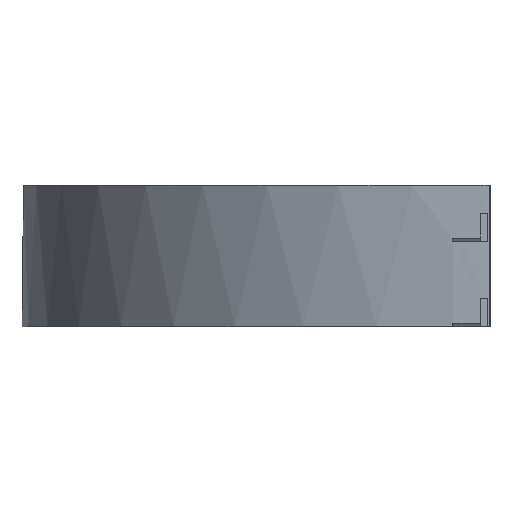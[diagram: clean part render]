
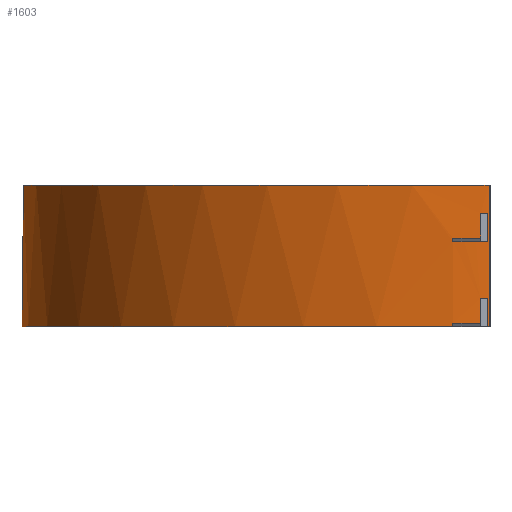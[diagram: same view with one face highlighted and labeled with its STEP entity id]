
A CAD part, left-side view. The second image highlights one B-rep face of the part: STEP entity #1603.
In plain terms, the highlighted cylindrical face has radius 165.113 mm (diameter 330.226 mm), a partial arc.
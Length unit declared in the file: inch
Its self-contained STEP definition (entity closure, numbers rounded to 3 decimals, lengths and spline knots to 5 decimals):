
#27=FACE_BOUND('',#251,.T.);
#28=FACE_BOUND('',#252,.T.);
#47=CYLINDRICAL_SURFACE('',#1735,6.5005);
#60=CIRCLE('',#1681,6.5005);
#70=CIRCLE('',#1699,6.5005);
#71=CIRCLE('',#1705,6.5005);
#73=CIRCLE('',#1713,6.5005);
#75=CIRCLE('',#1721,6.5005);
#81=CIRCLE('',#1736,6.5005);
#82=CIRCLE('',#1737,6.5005);
#83=CIRCLE('',#1738,6.5005);
#84=CIRCLE('',#1739,6.5005);
#85=CIRCLE('',#1740,6.5005);
#86=CIRCLE('',#1741,6.5005);
#87=CIRCLE('',#1742,6.5005);
#88=CIRCLE('',#1743,6.5005);
#152=FACE_OUTER_BOUND('',#250,.T.);
#250=EDGE_LOOP('',(#1211,#1212,#1213,#1214,#1215,#1216,#1217,#1218,#1219,
#1220,#1221,#1222,#1223,#1224,#1225,#1226));
#251=EDGE_LOOP('',(#1227,#1228,#1229,#1230,#1231,#1232));
#252=EDGE_LOOP('',(#1233,#1234,#1235,#1236));
#342=LINE('',#2337,#511);
#360=LINE('',#2394,#529);
#375=LINE('',#2425,#544);
#383=LINE('',#2445,#552);
#405=LINE('',#2496,#574);
#413=LINE('',#2525,#582);
#414=LINE('',#2528,#583);
#415=LINE('',#2530,#584);
#416=LINE('',#2533,#585);
#417=LINE('',#2535,#586);
#418=LINE('',#2539,#587);
#419=LINE('',#2545,#588);
#420=LINE('',#2548,#589);
#511=VECTOR('',#1862,0.3937);
#529=VECTOR('',#1910,0.3937);
#544=VECTOR('',#1937,0.3937);
#552=VECTOR('',#1953,0.3937);
#574=VECTOR('',#2003,0.3937);
#582=VECTOR('',#2037,0.3937);
#583=VECTOR('',#2040,0.3937);
#584=VECTOR('',#2041,0.3937);
#585=VECTOR('',#2044,0.3937);
#586=VECTOR('',#2045,0.3937);
#587=VECTOR('',#2048,0.3937);
#588=VECTOR('',#2053,0.3937);
#589=VECTOR('',#2056,0.3937);
#669=VERTEX_POINT('',#2310);
#670=VERTEX_POINT('',#2312);
#678=VERTEX_POINT('',#2336);
#699=VERTEX_POINT('',#2386);
#700=VERTEX_POINT('',#2388);
#701=VERTEX_POINT('',#2392);
#702=VERTEX_POINT('',#2393);
#710=VERTEX_POINT('',#2417);
#712=VERTEX_POINT('',#2423);
#719=VERTEX_POINT('',#2443);
#720=VERTEX_POINT('',#2444);
#726=VERTEX_POINT('',#2460);
#733=VERTEX_POINT('',#2487);
#735=VERTEX_POINT('',#2495);
#742=VERTEX_POINT('',#2522);
#743=VERTEX_POINT('',#2524);
#744=VERTEX_POINT('',#2526);
#745=VERTEX_POINT('',#2529);
#746=VERTEX_POINT('',#2531);
#747=VERTEX_POINT('',#2534);
#748=VERTEX_POINT('',#2536);
#749=VERTEX_POINT('',#2538);
#750=VERTEX_POINT('',#2541);
#751=VERTEX_POINT('',#2542);
#752=VERTEX_POINT('',#2544);
#753=VERTEX_POINT('',#2546);
#820=EDGE_CURVE('',#670,#669,#60,.T.);
#832=EDGE_CURVE('',#669,#678,#342,.T.);
#858=EDGE_CURVE('',#699,#700,#70,.T.);
#860=EDGE_CURVE('',#701,#702,#360,.T.);
#872=EDGE_CURVE('',#702,#710,#71,.T.);
#876=EDGE_CURVE('',#710,#712,#375,.T.);
#885=EDGE_CURVE('',#719,#720,#383,.T.);
#893=EDGE_CURVE('',#720,#726,#73,.T.);
#907=EDGE_CURVE('',#712,#733,#75,.T.);
#911=EDGE_CURVE('',#733,#735,#405,.T.);
#923=EDGE_CURVE('',#701,#678,#81,.T.);
#924=EDGE_CURVE('',#742,#735,#82,.T.);
#925=EDGE_CURVE('',#743,#742,#413,.T.);
#926=EDGE_CURVE('',#743,#744,#83,.T.);
#927=EDGE_CURVE('',#700,#744,#414,.T.);
#928=EDGE_CURVE('',#699,#745,#415,.T.);
#929=EDGE_CURVE('',#745,#746,#84,.T.);
#930=EDGE_CURVE('',#746,#670,#416,.T.);
#931=EDGE_CURVE('',#726,#747,#417,.T.);
#932=EDGE_CURVE('',#747,#748,#85,.T.);
#933=EDGE_CURVE('',#748,#749,#418,.T.);
#934=EDGE_CURVE('',#749,#719,#86,.T.);
#935=EDGE_CURVE('',#750,#751,#87,.T.);
#936=EDGE_CURVE('',#751,#752,#419,.T.);
#937=EDGE_CURVE('',#752,#753,#88,.T.);
#938=EDGE_CURVE('',#753,#750,#420,.T.);
#1211=ORIENTED_EDGE('',*,*,#832,.T.);
#1212=ORIENTED_EDGE('',*,*,#923,.F.);
#1213=ORIENTED_EDGE('',*,*,#860,.T.);
#1214=ORIENTED_EDGE('',*,*,#872,.T.);
#1215=ORIENTED_EDGE('',*,*,#876,.T.);
#1216=ORIENTED_EDGE('',*,*,#907,.T.);
#1217=ORIENTED_EDGE('',*,*,#911,.T.);
#1218=ORIENTED_EDGE('',*,*,#924,.F.);
#1219=ORIENTED_EDGE('',*,*,#925,.F.);
#1220=ORIENTED_EDGE('',*,*,#926,.T.);
#1221=ORIENTED_EDGE('',*,*,#927,.F.);
#1222=ORIENTED_EDGE('',*,*,#858,.F.);
#1223=ORIENTED_EDGE('',*,*,#928,.T.);
#1224=ORIENTED_EDGE('',*,*,#929,.T.);
#1225=ORIENTED_EDGE('',*,*,#930,.T.);
#1226=ORIENTED_EDGE('',*,*,#820,.T.);
#1227=ORIENTED_EDGE('',*,*,#893,.T.);
#1228=ORIENTED_EDGE('',*,*,#931,.T.);
#1229=ORIENTED_EDGE('',*,*,#932,.T.);
#1230=ORIENTED_EDGE('',*,*,#933,.T.);
#1231=ORIENTED_EDGE('',*,*,#934,.T.);
#1232=ORIENTED_EDGE('',*,*,#885,.T.);
#1233=ORIENTED_EDGE('',*,*,#935,.T.);
#1234=ORIENTED_EDGE('',*,*,#936,.T.);
#1235=ORIENTED_EDGE('',*,*,#937,.T.);
#1236=ORIENTED_EDGE('',*,*,#938,.T.);
#1603=ADVANCED_FACE('',(#152,#27,#28),#47,.T.);
#1681=AXIS2_PLACEMENT_3D('',#2313,#1841,#1842);
#1699=AXIS2_PLACEMENT_3D('',#2389,#1905,#1906);
#1705=AXIS2_PLACEMENT_3D('',#2418,#1930,#1931);
#1713=AXIS2_PLACEMENT_3D('',#2461,#1965,#1966);
#1721=AXIS2_PLACEMENT_3D('',#2488,#1993,#1994);
#1735=AXIS2_PLACEMENT_3D('',#2520,#2031,#2032);
#1736=AXIS2_PLACEMENT_3D('',#2521,#2033,#2034);
#1737=AXIS2_PLACEMENT_3D('',#2523,#2035,#2036);
#1738=AXIS2_PLACEMENT_3D('',#2527,#2038,#2039);
#1739=AXIS2_PLACEMENT_3D('',#2532,#2042,#2043);
#1740=AXIS2_PLACEMENT_3D('',#2537,#2046,#2047);
#1741=AXIS2_PLACEMENT_3D('',#2540,#2049,#2050);
#1742=AXIS2_PLACEMENT_3D('',#2543,#2051,#2052);
#1743=AXIS2_PLACEMENT_3D('',#2547,#2054,#2055);
#1841=DIRECTION('center_axis',(0.,0.,1.));
#1842=DIRECTION('ref_axis',(-1.,-0.013,0.));
#1862=DIRECTION('',(0.,0.,-1.));
#1905=DIRECTION('center_axis',(0.,0.,-1.));
#1906=DIRECTION('ref_axis',(-1.,-0.012,0.));
#1910=DIRECTION('',(0.,0.,1.));
#1930=DIRECTION('center_axis',(0.,0.,1.));
#1931=DIRECTION('ref_axis',(-1.,-0.013,0.));
#1937=DIRECTION('',(0.,0.,1.));
#1953=DIRECTION('',(0.,0.,1.));
#1965=DIRECTION('center_axis',(0.,0.,1.));
#1966=DIRECTION('ref_axis',(-1.,-0.013,0.));
#1993=DIRECTION('center_axis',(0.,0.,1.));
#1994=DIRECTION('ref_axis',(-1.,-0.013,0.));
#2003=DIRECTION('',(0.,0.,-1.));
#2031=DIRECTION('center_axis',(0.,0.,-1.));
#2032=DIRECTION('ref_axis',(0.001,1.,0.));
#2033=DIRECTION('center_axis',(0.,0.,-1.));
#2034=DIRECTION('ref_axis',(-1.,-0.012,0.));
#2035=DIRECTION('center_axis',(0.,0.,-1.));
#2036=DIRECTION('ref_axis',(-1.,-0.012,0.));
#2037=DIRECTION('',(0.,0.,-1.));
#2038=DIRECTION('center_axis',(0.,0.,-1.));
#2039=DIRECTION('ref_axis',(-1.,-0.012,0.));
#2040=DIRECTION('',(0.,0.,1.));
#2041=DIRECTION('',(0.,0.,1.));
#2042=DIRECTION('center_axis',(0.,0.,1.));
#2043=DIRECTION('ref_axis',(-1.,-0.013,0.));
#2044=DIRECTION('',(0.,0.,-1.));
#2045=DIRECTION('',(0.,0.,1.));
#2046=DIRECTION('center_axis',(0.,0.,1.));
#2047=DIRECTION('ref_axis',(-1.,-0.013,0.));
#2048=DIRECTION('',(0.,0.,-1.));
#2049=DIRECTION('center_axis',(0.,0.,-1.));
#2050=DIRECTION('ref_axis',(-1.,-0.013,0.));
#2051=DIRECTION('center_axis',(0.,0.,-1.));
#2052=DIRECTION('ref_axis',(-1.,-0.013,0.));
#2053=DIRECTION('',(0.,0.,1.));
#2054=DIRECTION('center_axis',(0.,0.,1.));
#2055=DIRECTION('ref_axis',(-1.,-0.013,0.));
#2056=DIRECTION('',(0.,0.,-1.));
#2310=CARTESIAN_POINT('',(12.48762,0.48996,0.05));
#2312=CARTESIAN_POINT('',(12.50038,0.12076,0.05));
#2313=CARTESIAN_POINT('Origin',(6.,0.08093,0.05));
#2336=CARTESIAN_POINT('',(12.48762,0.48996,0.));
#2337=CARTESIAN_POINT('',(12.48762,0.48996,0.9975));
#2386=CARTESIAN_POINT('',(12.50023,0.02076,0.));
#2388=CARTESIAN_POINT('',(12.49981,-0.01426,0.));
#2389=CARTESIAN_POINT('Origin',(6.,0.08093,0.));
#2392=CARTESIAN_POINT('',(-0.48629,0.51053,0.));
#2393=CARTESIAN_POINT('',(-0.48629,0.51053,0.05));
#2394=CARTESIAN_POINT('',(-0.48629,0.51053,0.9975));
#2417=CARTESIAN_POINT('',(-0.50039,0.11924,0.05));
#2418=CARTESIAN_POINT('Origin',(6.,0.08093,0.05));
#2423=CARTESIAN_POINT('',(-0.50039,0.11924,0.4));
#2425=CARTESIAN_POINT('',(-0.50039,0.11924,0.9975));
#2443=CARTESIAN_POINT('',(-0.48629,0.51053,1.2));
#2444=CARTESIAN_POINT('',(-0.48629,0.51053,1.25));
#2445=CARTESIAN_POINT('',(-0.48629,0.51053,0.9975));
#2460=CARTESIAN_POINT('',(-0.50039,0.11924,1.25));
#2461=CARTESIAN_POINT('Origin',(6.,0.08093,1.25));
#2487=CARTESIAN_POINT('',(-0.50021,0.01924,0.4));
#2488=CARTESIAN_POINT('Origin',(6.,0.08093,0.4));
#2495=CARTESIAN_POINT('',(-0.50021,0.01924,0.));
#2496=CARTESIAN_POINT('',(-0.50021,0.01924,0.9975));
#2520=CARTESIAN_POINT('Origin',(6.,0.08093,0.9975));
#2521=CARTESIAN_POINT('Origin',(6.,0.08093,0.));
#2522=CARTESIAN_POINT('',(-0.49999,-0.00076,0.));
#2523=CARTESIAN_POINT('Origin',(6.,0.08093,0.));
#2524=CARTESIAN_POINT('',(-0.49999,-0.00076,1.995));
#2525=CARTESIAN_POINT('',(-0.49999,-0.00076,1.995));
#2526=CARTESIAN_POINT('',(12.49981,-0.01426,1.995));
#2527=CARTESIAN_POINT('Origin',(6.,0.08093,1.995));
#2528=CARTESIAN_POINT('',(12.49981,-0.01426,1.995));
#2529=CARTESIAN_POINT('',(12.50023,0.02076,0.4));
#2530=CARTESIAN_POINT('',(12.50023,0.02076,0.9975));
#2531=CARTESIAN_POINT('',(12.50038,0.12076,0.4));
#2532=CARTESIAN_POINT('Origin',(6.,0.08093,0.4));
#2533=CARTESIAN_POINT('',(12.50038,0.12076,0.9975));
#2534=CARTESIAN_POINT('',(-0.50039,0.11924,1.6));
#2535=CARTESIAN_POINT('',(-0.50039,0.11924,0.9975));
#2536=CARTESIAN_POINT('',(-0.50021,0.01924,1.6));
#2537=CARTESIAN_POINT('Origin',(6.,0.08093,1.6));
#2538=CARTESIAN_POINT('',(-0.50021,0.01924,1.2));
#2539=CARTESIAN_POINT('',(-0.50021,0.01924,0.9975));
#2540=CARTESIAN_POINT('Origin',(6.,0.08093,1.2));
#2541=CARTESIAN_POINT('',(12.50038,0.12076,1.2));
#2542=CARTESIAN_POINT('',(12.50023,0.02076,1.2));
#2543=CARTESIAN_POINT('Origin',(6.,0.08093,1.2));
#2544=CARTESIAN_POINT('',(12.50023,0.02076,1.6));
#2545=CARTESIAN_POINT('',(12.50023,0.02076,0.9975));
#2546=CARTESIAN_POINT('',(12.50038,0.12076,1.6));
#2547=CARTESIAN_POINT('Origin',(6.,0.08093,1.6));
#2548=CARTESIAN_POINT('',(12.50038,0.12076,0.9975));
